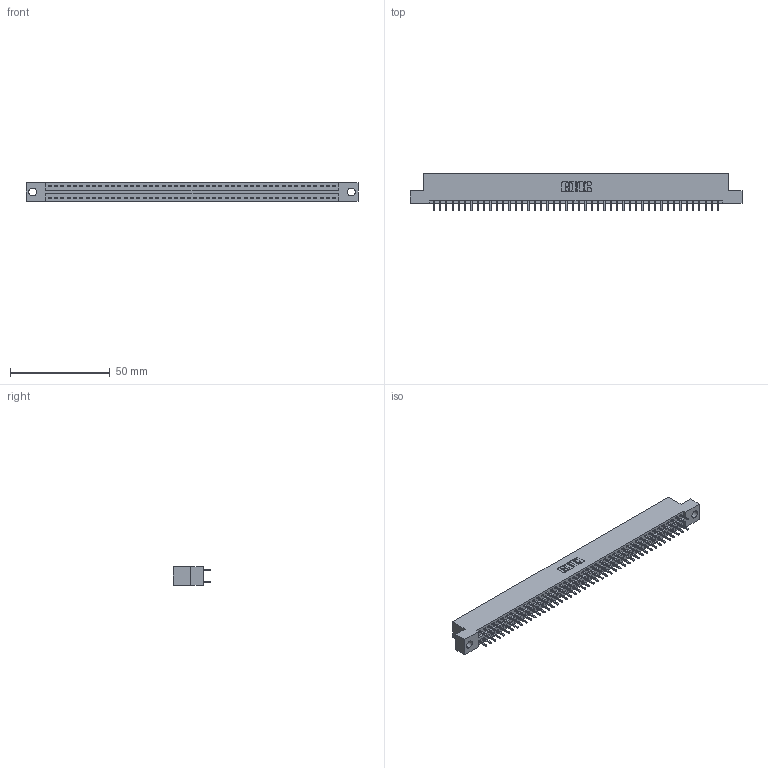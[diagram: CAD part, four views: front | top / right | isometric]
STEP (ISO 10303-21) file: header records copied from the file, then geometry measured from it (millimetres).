
FILE_DESCRIPTION (( 'STEP AP203' ), '1' );
FILE_NAME ('396-092-521-204.STEP', '2018-09-12T08:29:45', ( '' ), ( '' ), 'SwSTEP 2.0', 'SolidWorks 2016', '' );
FILE_SCHEMA (( 'CONFIG_CONTROL_DESIGN' ));
Length unit declared in the file: inch
Products named in the file (3): 345-292-001_345-293-121; 396-092-521-204; 346 Part_Flush Mounting Lugs - 0.156 Dia-TH
Assembly tree (93 placements, depth 2):
  396-092-521-204
    346 Part_Flush Mounting Lugs - 0.156 Dia-TH
    345-292-001_345-293-121  x92
Bounding box: 166.62 x 19.05 x 9.4 mm (x, y, z)
Volume: 16153.6 mm3; surface area: 21827.5 mm2
Topology: 93 solids, 93 shells, 4906 faces, 14589 edges, 9602 vertices
Faces by surface type: plane 3296, cylinder 1610
Entity records: 29503 total; most frequent: CARTESIAN_POINT 4856, ORIENTED_EDGE 4790, DIRECTION 4331, EDGE_CURVE 2395, LINE 2079, VECTOR 2079, VERTEX_POINT 1594, AXIS2_PLACEMENT_3D 1126
